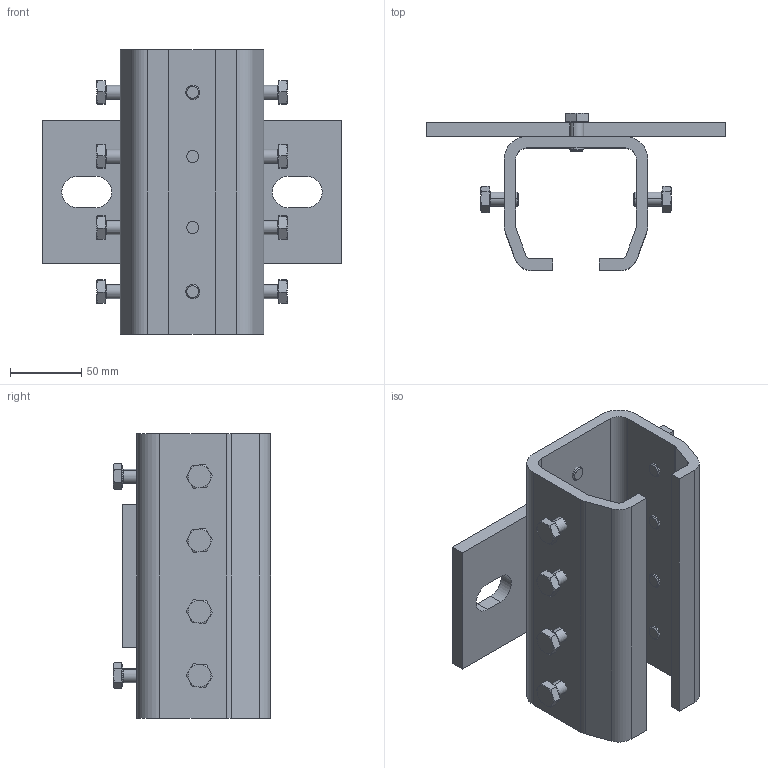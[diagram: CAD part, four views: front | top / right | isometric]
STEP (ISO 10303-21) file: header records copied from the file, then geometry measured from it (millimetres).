
FILE_DESCRIPTION (( 'STEP AP214' ), '1' );
FILE_NAME ('26.B30.STEP', '2018-03-19T10:28:57', ( '' ), ( '' ), 'SwSTEP 2.0', 'SolidWorks 2017', '' );
FILE_SCHEMA (( 'AUTOMOTIVE_DESIGN' ));
Length unit declared in the file: millimetre
Products named in the file (4): 26.B30; screw M10x20_ISO 4017 - M10 x 20-N; 26.b49 4; 2.26.B02.07P PHASE 2
Assembly tree (12 placements, depth 2):
  26.B30
    2.26.B02.07P PHASE 2
    26.b49 4
    screw M10x20_ISO 4017 - M10 x 20-N  x10
Bounding box: 210 x 110.4 x 200 mm (x, y, z)
Volume: 694806.8 mm3; surface area: 189411.2 mm2
Topology: 12 solids, 12 shells, 387 faces, 858 edges, 505 vertices
Faces by surface type: plane 181, cylinder 94, cone 80, torus 32
Entity records: 4364 total; most frequent: DIRECTION 732, CARTESIAN_POINT 724, ORIENTED_EDGE 624, EDGE_CURVE 312, AXIS2_PLACEMENT_3D 291, VERTEX_POINT 199, EDGE_LOOP 161, VECTOR 150
